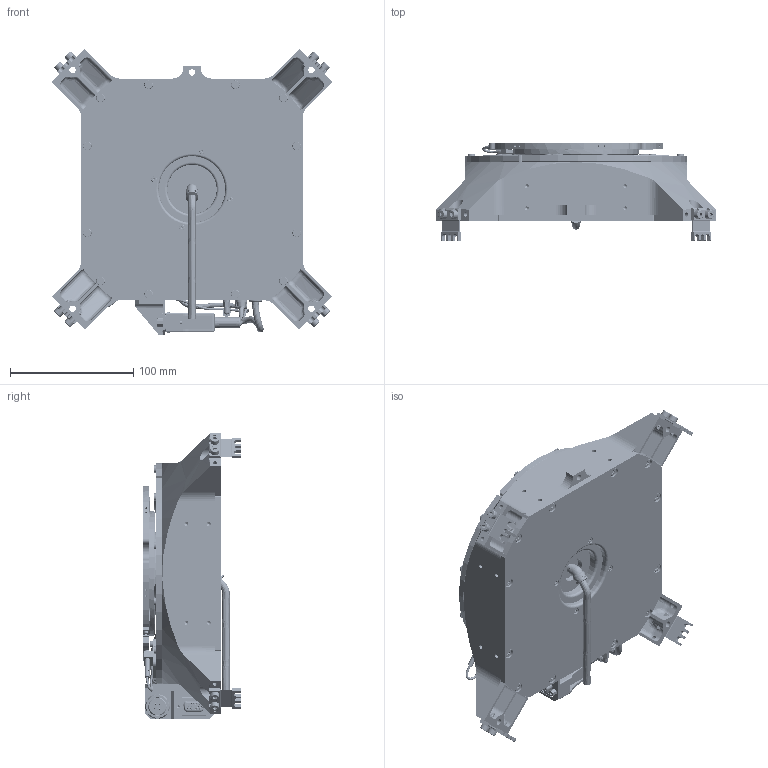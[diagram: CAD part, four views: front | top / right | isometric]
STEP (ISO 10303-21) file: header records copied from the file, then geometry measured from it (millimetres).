
FILE_DESCRIPTION((''),'2;1');
FILE_NAME('1285346-01-K01_ASM','2021-01-18T15:08:33',('ch5084'),(''),'CREO PARAMETRIC BY PTC INC, 2019164','CREO PARAMETRIC BY PTC INC, 2019164','');
FILE_SCHEMA(('AUTOMOTIVE_DESIGN { 1 0 10303 214 1 1 1 1 }'));
Products named in the file (49): 1288101-01-K01; 1265524-01-D01_AF0; 207083-19-Z01; 1265524-01-K01_AF1_ASM; 1280015-01-K01; 640385-01-K01; 640525-01-K01; 1280205-01-K01_AF2_ASM; 1267714-01-K01; 1290316-01-K01; 253861-05-K01; 590269-44-Z01; 200518-04; 1290408-01-A01_AF1; 1290408-01-K01_AF0_ASM; 590269-11-K01; 1289800-01-K01; 1268085-01-K01; 590269-10-K01; 206945-07-Z01; 590269-51-K01; 1268068-01-K01; 310095-11; 200674-03-K01; 1289405-01-Z01; 1290565-01-K01_AF0_ASM; 1117580-01-K01; 1268417-01-K01; 310092-18-Z01; 1236221-01-K01; 367620-08-Z01; 1268419-01-A01; 576131-05-K01; 200507-47-K01; 1268419-01-K01_ASM; 200540-21_GEWINDESTIFT_M6X6; 1290323-01-K01_ASM; 1290321-01-K01; 576131-15-Z01; 1158524-01-Z02 ...
Assembly tree (105 placements, depth 5):
  1285346-01-K01_ASM
    1290565-01-K01_AF0_ASM
      1265524-01-K01_AF1_ASM
        1288101-01-K01
        1265524-01-D01_AF0
        207083-19-Z01
      1290408-01-K01_AF0_ASM
        1280205-01-K01_AF2_ASM
          1280015-01-K01
          640385-01-K01
          640525-01-K01  x4
        1267714-01-K01
        1290316-01-K01
        253861-05-K01
        590269-44-Z01
        200518-04  x8
        1290408-01-A01_AF1
      590269-11-K01  x12
      1289800-01-K01
      590269-44-Z01  x2
      1268085-01-K01
      590269-10-K01  x3
      206945-07-Z01
      590269-51-K01  x3
      1268068-01-K01
      310095-11
      200674-03-K01
      1289405-01-Z01
    590269-51-K01  x10
    1268419-01-K01_ASM
      1117580-01-K01
      1268417-01-K01
      310092-18-Z01
      1236221-01-K01
      367620-08-Z01
      1268419-01-A01
      576131-05-K01  x6
      200507-47-K01  x4
    1290323-01-K01_ASM
      200540-21_GEWINDESTIFT_M6X6  x2
    1290330-01-K01_ASM
      1290321-01-K01
      576131-15-Z01  x2
      1158524-01-Z02
      1196961-01-Z01
    1323405-01-K01_ASM
      820115-01-K01  x4
      200507-10-K01  x8
    1285346-01-A01
    1285346-01-A02
    1285346-01-A03
Bounding box: 227.69 x 80 x 231.84 mm (x, y, z)
Volume: 690136.8 mm3; surface area: 376030.8 mm2
Topology: 98 solids, 99 shells, 5406 faces, 13718 edges, 8607 vertices
Faces by surface type: cylinder 2244, plane 1863, cone 790, torus 201, bspline 133, sphere 91, extrusion 84
Entity records: 176742 total; most frequent: CARTESIAN_POINT 38659, DIRECTION 20970, ORIENTED_EDGE 20378, EDGE_CURVE 10189, PRESENTATION_STYLE_ASSIGNMENT 9814, STYLED_ITEM 8887, CURVE_STYLE 8793, AXIS2_PLACEMENT_3D 7947
